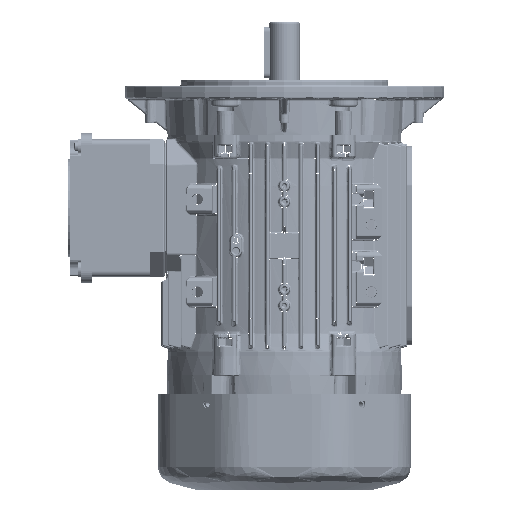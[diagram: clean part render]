
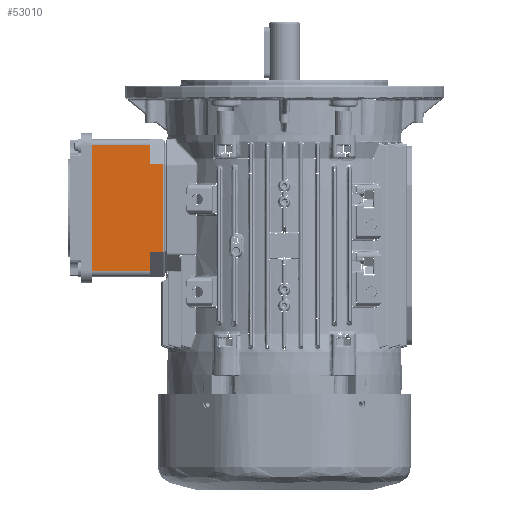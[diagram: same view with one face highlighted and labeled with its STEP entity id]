
A CAD part, front view. The second image highlights one B-rep face of the part: STEP entity #53010.
In plain terms, the highlighted planar face has unit normal (0, -1, 0).
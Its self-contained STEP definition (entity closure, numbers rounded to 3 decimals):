
#48320=PLANE('',#161012);
#53010=ADVANCED_FACE('3-0-193',(#59662),#48320,.T.);
#59662=FACE_OUTER_BOUND('',#66175,.T.);
#66175=EDGE_LOOP('',(#96521,#96522,#96523,#96524,#96525,#96526,#96527,#96528));
#96521=ORIENTED_EDGE('',*,*,#134317,.T.);
#96522=ORIENTED_EDGE('',*,*,#134293,.T.);
#96523=ORIENTED_EDGE('',*,*,#134289,.T.);
#96524=ORIENTED_EDGE('',*,*,#134288,.F.);
#96525=ORIENTED_EDGE('',*,*,#134271,.T.);
#96526=ORIENTED_EDGE('',*,*,#134330,.T.);
#96527=ORIENTED_EDGE('',*,*,#134331,.T.);
#96528=ORIENTED_EDGE('',*,*,#134328,.T.);
#116457=VERTEX_POINT('',#274724);
#116459=VERTEX_POINT('',#274727);
#116473=VERTEX_POINT('',#274757);
#116475=VERTEX_POINT('',#274763);
#116478=VERTEX_POINT('',#274771);
#116492=VERTEX_POINT('',#274845);
#116501=VERTEX_POINT('',#274883);
#116502=VERTEX_POINT('',#274887);
#134271=EDGE_CURVE('22-0-7:3-0-193',#116459,#116457,#144723,.T.);
#134288=EDGE_CURVE('3-0-177:3-0-193',#116459,#116473,#144732,.T.);
#134289=EDGE_CURVE('129-0-8:3-0-193',#116475,#116473,#144733,.T.);
#134293=EDGE_CURVE('129-0-1:3-0-193',#116478,#116475,#144737,.T.);
#134317=EDGE_CURVE('157-0-28:3-0-193',#116492,#116478,#144753,.T.);
#134328=EDGE_CURVE('127-0-1:3-0-193',#116501,#116492,#144762,.T.);
#134330=EDGE_CURVE('3-0-193:3-0-257',#116457,#116502,#144764,.T.);
#134331=EDGE_CURVE('127-0-8:3-0-193',#116502,#116501,#144765,.T.);
#144723=LINE('',#274726,#150500);
#144732=LINE('',#274760,#150509);
#144733=LINE('',#274762,#150510);
#144737=LINE('',#274770,#150514);
#144753=LINE('',#274857,#150530);
#144762=LINE('',#274882,#150539);
#144764=LINE('',#274886,#150541);
#144765=LINE('',#274888,#150542);
#150500=VECTOR('',#186799,1.);
#150509=VECTOR('',#186826,1.);
#150510=VECTOR('',#186829,1.);
#150514=VECTOR('',#186835,1.);
#150530=VECTOR('',#186867,1.);
#150539=VECTOR('',#186884,1.);
#150541=VECTOR('',#186888,1.);
#150542=VECTOR('',#186889,1.);
#161012=AXIS2_PLACEMENT_3D('',#274889,#186890,#186891);
#186799=DIRECTION('',(0.,0.,-1.));
#186826=DIRECTION('',(1.,0.,0.));
#186829=DIRECTION('',(0.,0.,1.));
#186835=DIRECTION('',(-1.,0.,0.));
#186867=DIRECTION('',(0.,0.,1.));
#186884=DIRECTION('',(1.,0.,0.));
#186888=DIRECTION('',(1.,0.,0.));
#186889=DIRECTION('',(0.,0.,1.));
#186890=DIRECTION('',(0.,-1.,0.));
#186891=DIRECTION('',(0.,0.,-1.));
#274724=CARTESIAN_POINT('',(-120.5,-43.,-53.5));
#274726=CARTESIAN_POINT('',(-120.5,-43.,25.5));
#274727=CARTESIAN_POINT('',(-120.5,-43.,25.5));
#274757=CARTESIAN_POINT('',(-84.,-43.,25.5));
#274760=CARTESIAN_POINT('',(-120.5,-43.,25.5));
#274762=CARTESIAN_POINT('',(-84.,-43.,13.711));
#274763=CARTESIAN_POINT('',(-84.,-43.,13.711));
#274770=CARTESIAN_POINT('',(-76.,-43.,13.711));
#274771=CARTESIAN_POINT('',(-76.,-43.,13.711));
#274845=CARTESIAN_POINT('',(-76.,-43.,-41.711));
#274857=CARTESIAN_POINT('',(-76.,-43.,-41.711));
#274882=CARTESIAN_POINT('',(-84.,-43.,-41.711));
#274883=CARTESIAN_POINT('',(-84.,-43.,-41.711));
#274886=CARTESIAN_POINT('',(-120.5,-43.,-53.5));
#274887=CARTESIAN_POINT('',(-84.,-43.,-53.5));
#274888=CARTESIAN_POINT('',(-84.,-43.,-53.5));
#274889=CARTESIAN_POINT('',(-120.5,-43.,25.5));
